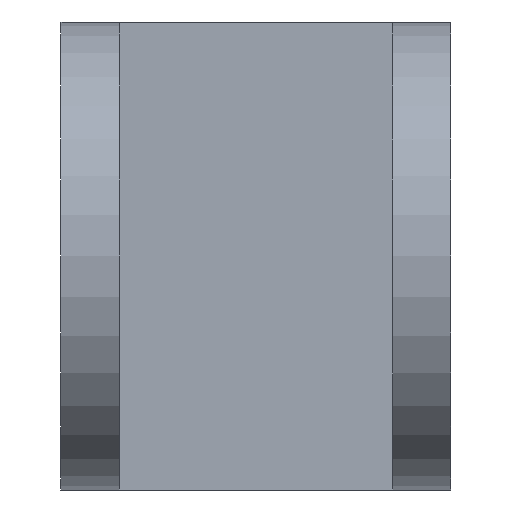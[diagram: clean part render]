
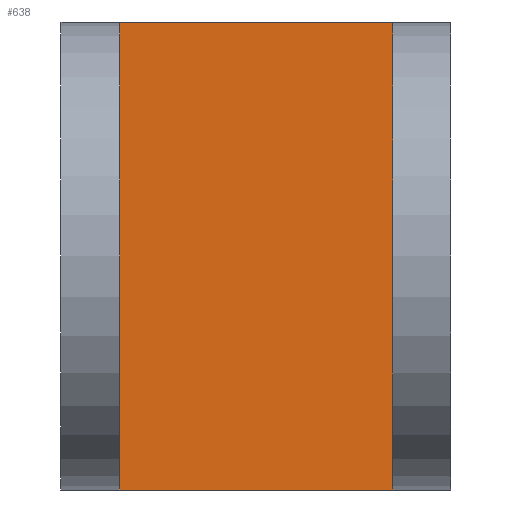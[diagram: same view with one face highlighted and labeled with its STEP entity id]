
A CAD part, left-side view. The second image highlights one B-rep face of the part: STEP entity #638.
In plain terms, the highlighted planar face has unit normal (-1, 0, 0).
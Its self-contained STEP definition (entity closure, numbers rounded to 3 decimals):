
#26 = PLANE ( 'NONE',  #84 ) ;
#51 = EDGE_LOOP ( 'NONE', ( #161, #473, #655, #243 ) ) ;
#63 = CARTESIAN_POINT ( 'NONE',  ( 5., 1.5, -6. ) ) ;
#70 = LINE ( 'NONE', #635, #575 ) ;
#84 = AXIS2_PLACEMENT_3D ( 'NONE', #162, #373, #576 ) ;
#88 = EDGE_CURVE ( 'NONE', #630, #371, #110, .T. ) ;
#91 = DIRECTION ( 'NONE',  ( 0., -1., 0. ) ) ;
#110 = LINE ( 'NONE', #318, #319 ) ;
#125 = DIRECTION ( 'NONE',  ( 0., 0., -1. ) ) ;
#137 = CARTESIAN_POINT ( 'NONE',  ( 5., 8.5, -6. ) ) ;
#150 = DIRECTION ( 'NONE',  ( 0., 0., -1. ) ) ;
#161 = ORIENTED_EDGE ( 'NONE', *, *, #346, .T. ) ;
#162 = CARTESIAN_POINT ( 'NONE',  ( 5., 8.5, 6. ) ) ;
#204 = VECTOR ( 'NONE', #91, 1000. ) ;
#219 = FACE_OUTER_BOUND ( 'NONE', #51, .T. ) ;
#243 = ORIENTED_EDGE ( 'NONE', *, *, #453, .T. ) ;
#283 = VERTEX_POINT ( 'NONE', #137 ) ;
#318 = CARTESIAN_POINT ( 'NONE',  ( 5., 8.5, 6. ) ) ;
#319 = VECTOR ( 'NONE', #520, 1000. ) ;
#338 = LINE ( 'NONE', #387, #204 ) ;
#346 = EDGE_CURVE ( 'NONE', #283, #432, #338, .T. ) ;
#371 = VERTEX_POINT ( 'NONE', #551 ) ;
#373 = DIRECTION ( 'NONE',  ( 1., 0., 0. ) ) ;
#387 = CARTESIAN_POINT ( 'NONE',  ( 5., 8.5, -6. ) ) ;
#397 = VECTOR ( 'NONE', #150, 1000. ) ;
#432 = VERTEX_POINT ( 'NONE', #63 ) ;
#453 = EDGE_CURVE ( 'NONE', #630, #283, #560, .T. ) ;
#473 = ORIENTED_EDGE ( 'NONE', *, *, #562, .F. ) ;
#506 = CARTESIAN_POINT ( 'NONE',  ( 5., 8.5, 6. ) ) ;
#520 = DIRECTION ( 'NONE',  ( 0., -1., 0. ) ) ;
#551 = CARTESIAN_POINT ( 'NONE',  ( 5., 1.5, 6. ) ) ;
#560 = LINE ( 'NONE', #506, #397 ) ;
#562 = EDGE_CURVE ( 'NONE', #371, #432, #70, .T. ) ;
#575 = VECTOR ( 'NONE', #125, 1000. ) ;
#576 = DIRECTION ( 'NONE',  ( 0., 1., 0. ) ) ;
#582 = CARTESIAN_POINT ( 'NONE',  ( 5., 8.5, 6. ) ) ;
#630 = VERTEX_POINT ( 'NONE', #582 ) ;
#635 = CARTESIAN_POINT ( 'NONE',  ( 5., 1.5, 6. ) ) ;
#638 = ADVANCED_FACE ( 'NONE', ( #219 ), #26, .F. ) ;
#655 = ORIENTED_EDGE ( 'NONE', *, *, #88, .F. ) ;
